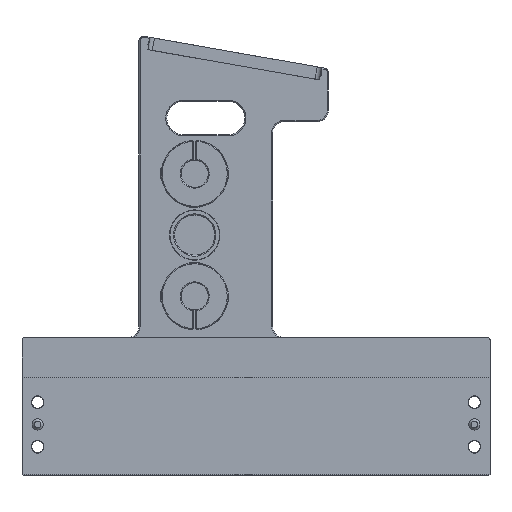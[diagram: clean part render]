
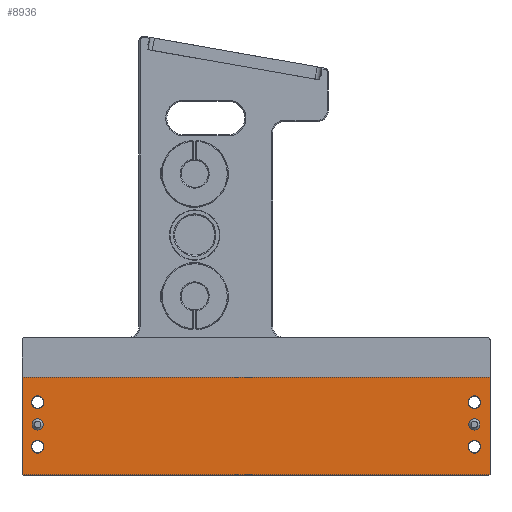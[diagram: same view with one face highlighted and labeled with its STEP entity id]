
A CAD part, front view. The second image highlights one B-rep face of the part: STEP entity #8936.
In plain terms, the highlighted planar face has unit normal (0, -1, 0).
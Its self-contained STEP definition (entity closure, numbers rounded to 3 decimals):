
#1092=FACE_BOUND('',#1813,.T.);
#1093=FACE_BOUND('',#1814,.T.);
#1094=FACE_BOUND('',#1815,.T.);
#1095=FACE_BOUND('',#1816,.T.);
#1096=FACE_BOUND('',#1817,.T.);
#1097=FACE_BOUND('',#1818,.T.);
#1140=PLANE('',#9503);
#1273=FACE_OUTER_BOUND('',#1812,.T.);
#1812=EDGE_LOOP('',(#6608,#6609,#6610,#6611));
#1813=EDGE_LOOP('',(#6612));
#1814=EDGE_LOOP('',(#6613));
#1815=EDGE_LOOP('',(#6614));
#1816=EDGE_LOOP('',(#6615));
#1817=EDGE_LOOP('',(#6616));
#1818=EDGE_LOOP('',(#6617));
#2348=CIRCLE('',#9504,2.85);
#2349=CIRCLE('',#9505,2.85);
#2350=CIRCLE('',#9506,2.5);
#2351=CIRCLE('',#9507,2.5);
#2352=CIRCLE('',#9508,2.85);
#2353=CIRCLE('',#9509,2.85);
#2548=LINE('',#13788,#3151);
#2549=LINE('',#13790,#3152);
#2550=LINE('',#13792,#3153);
#2551=LINE('',#13793,#3154);
#3151=VECTOR('',#10027,10.);
#3152=VECTOR('',#10028,10.);
#3153=VECTOR('',#10029,10.);
#3154=VECTOR('',#10030,10.);
#4112=VERTEX_POINT('',#13786);
#4113=VERTEX_POINT('',#13787);
#4114=VERTEX_POINT('',#13789);
#4115=VERTEX_POINT('',#13791);
#4116=VERTEX_POINT('',#13794);
#4117=VERTEX_POINT('',#13796);
#4118=VERTEX_POINT('',#13798);
#4119=VERTEX_POINT('',#13800);
#4120=VERTEX_POINT('',#13802);
#4121=VERTEX_POINT('',#13804);
#5087=EDGE_CURVE('',#4112,#4113,#2548,.T.);
#5088=EDGE_CURVE('',#4112,#4114,#2549,.T.);
#5089=EDGE_CURVE('',#4114,#4115,#2550,.T.);
#5090=EDGE_CURVE('',#4115,#4113,#2551,.T.);
#5091=EDGE_CURVE('',#4116,#4116,#2348,.T.);
#5092=EDGE_CURVE('',#4117,#4117,#2349,.T.);
#5093=EDGE_CURVE('',#4118,#4118,#2350,.T.);
#5094=EDGE_CURVE('',#4119,#4119,#2351,.T.);
#5095=EDGE_CURVE('',#4120,#4120,#2352,.T.);
#5096=EDGE_CURVE('',#4121,#4121,#2353,.T.);
#6608=ORIENTED_EDGE('',*,*,#5087,.F.);
#6609=ORIENTED_EDGE('',*,*,#5088,.T.);
#6610=ORIENTED_EDGE('',*,*,#5089,.T.);
#6611=ORIENTED_EDGE('',*,*,#5090,.T.);
#6612=ORIENTED_EDGE('',*,*,#5091,.T.);
#6613=ORIENTED_EDGE('',*,*,#5092,.T.);
#6614=ORIENTED_EDGE('',*,*,#5093,.F.);
#6615=ORIENTED_EDGE('',*,*,#5094,.F.);
#6616=ORIENTED_EDGE('',*,*,#5095,.T.);
#6617=ORIENTED_EDGE('',*,*,#5096,.T.);
#8936=ADVANCED_FACE('',(#1273,#1092,#1093,#1094,#1095,#1096,#1097),#1140,
 .F.);
#9503=AXIS2_PLACEMENT_3D('',#13785,#10025,#10026);
#9504=AXIS2_PLACEMENT_3D('',#13795,#10031,#10032);
#9505=AXIS2_PLACEMENT_3D('',#13797,#10033,#10034);
#9506=AXIS2_PLACEMENT_3D('',#13799,#10035,#10036);
#9507=AXIS2_PLACEMENT_3D('',#13801,#10037,#10038);
#9508=AXIS2_PLACEMENT_3D('',#13803,#10039,#10040);
#9509=AXIS2_PLACEMENT_3D('',#13805,#10041,#10042);
#10025=DIRECTION('center_axis',(0.,1.,0.));
#10026=DIRECTION('ref_axis',(0.,0.,1.));
#10027=DIRECTION('',(1.,0.,0.));
#10028=DIRECTION('',(0.,0.,-1.));
#10029=DIRECTION('',(1.,0.,0.));
#10030=DIRECTION('',(0.,0.,1.));
#10031=DIRECTION('center_axis',(0.,1.,0.));
#10032=DIRECTION('ref_axis',(0.,0.,1.));
#10033=DIRECTION('center_axis',(0.,1.,0.));
#10034=DIRECTION('ref_axis',(0.,0.,1.));
#10035=DIRECTION('center_axis',(0.,-1.,0.));
#10036=DIRECTION('ref_axis',(1.,0.,0.));
#10037=DIRECTION('center_axis',(0.,-1.,0.));
#10038=DIRECTION('ref_axis',(-1.,0.,0.));
#10039=DIRECTION('center_axis',(0.,1.,0.));
#10040=DIRECTION('ref_axis',(0.,0.,1.));
#10041=DIRECTION('center_axis',(0.,1.,0.));
#10042=DIRECTION('ref_axis',(0.,0.,1.));
#13785=CARTESIAN_POINT('Origin',(30.,198.,97.79));
#13786=CARTESIAN_POINT('',(-52.5,198.,42.2));
#13787=CARTESIAN_POINT('',(157.5,198.,42.2));
#13788=CARTESIAN_POINT('',(93.25,198.,42.2));
#13789=CARTESIAN_POINT('',(-52.5,198.,-1.5));
#13790=CARTESIAN_POINT('',(-52.5,198.,60.));
#13791=CARTESIAN_POINT('',(157.5,198.,-1.5));
#13792=CARTESIAN_POINT('',(45.,198.,-1.5));
#13793=CARTESIAN_POINT('',(157.5,198.,-2.));
#13794=CARTESIAN_POINT('',(-45.5,198.,8.15));
#13795=CARTESIAN_POINT('Origin',(-45.5,198.,11.));
#13796=CARTESIAN_POINT('',(150.5,198.,28.15));
#13797=CARTESIAN_POINT('Origin',(150.5,198.,31.));
#13798=CARTESIAN_POINT('',(148.,198.,21.));
#13799=CARTESIAN_POINT('Origin',(150.5,198.,21.));
#13800=CARTESIAN_POINT('',(-43.,198.,21.));
#13801=CARTESIAN_POINT('Origin',(-45.5,198.,21.));
#13802=CARTESIAN_POINT('',(150.5,198.,8.15));
#13803=CARTESIAN_POINT('Origin',(150.5,198.,11.));
#13804=CARTESIAN_POINT('',(-45.5,198.,28.15));
#13805=CARTESIAN_POINT('Origin',(-45.5,198.,31.));
